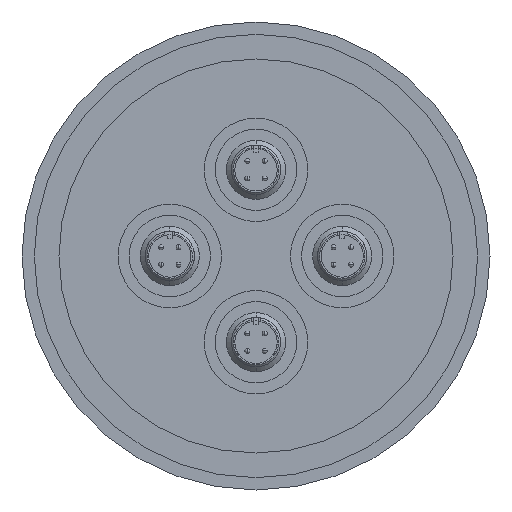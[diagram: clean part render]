
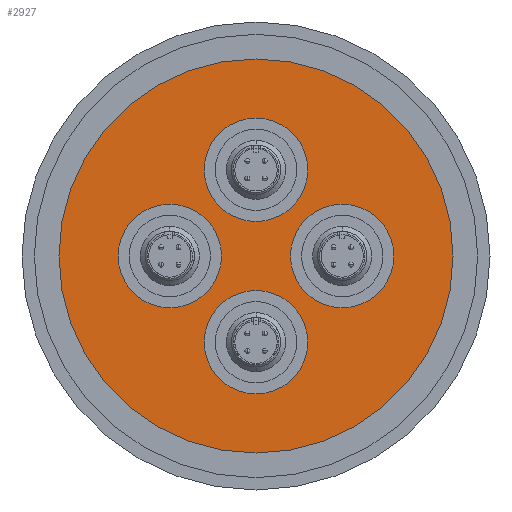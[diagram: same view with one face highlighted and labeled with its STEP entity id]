
A CAD part, front view. The second image highlights one B-rep face of the part: STEP entity #2927.
In plain terms, the highlighted planar face has unit normal (0, -1, 0).
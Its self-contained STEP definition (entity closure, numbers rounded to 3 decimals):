
#55 = VERTEX_POINT ( 'NONE', #2221 ) ;
#57 = EDGE_CURVE ( 'NONE', #3228, #2383, #1964, .T. ) ;
#69 = EDGE_CURVE ( 'NONE', #832, #55, #3625, .T. ) ;
#86 = FACE_OUTER_BOUND ( 'NONE', #3404, .T. ) ;
#102 = EDGE_CURVE ( 'NONE', #3569, #650, #3339, .T. ) ;
#125 = ORIENTED_EDGE ( 'NONE', *, *, #2334, .F. ) ;
#146 = ORIENTED_EDGE ( 'NONE', *, *, #1397, .T. ) ;
#165 = DIRECTION ( 'NONE',  ( 0., -1., 0. ) ) ;
#178 = DIRECTION ( 'NONE',  ( 0., -1., 0. ) ) ;
#180 = VERTEX_POINT ( 'NONE', #815 ) ;
#191 = CARTESIAN_POINT ( 'NONE',  ( 17.5, -12., 0. ) ) ;
#197 = CARTESIAN_POINT ( 'NONE',  ( 0., -12., -17.5 ) ) ;
#209 = DIRECTION ( 'NONE',  ( 0., 0., -1. ) ) ;
#288 = VERTEX_POINT ( 'NONE', #2346 ) ;
#324 = AXIS2_PLACEMENT_3D ( 'NONE', #1263, #3336, #1574 ) ;
#363 = CIRCLE ( 'NONE', #3472, 10.5 ) ;
#456 = CARTESIAN_POINT ( 'NONE',  ( 17.5, -12., 0. ) ) ;
#476 = DIRECTION ( 'NONE',  ( 0., 0., -1. ) ) ;
#481 = DIRECTION ( 'NONE',  ( 0., 0., -1. ) ) ;
#545 = CARTESIAN_POINT ( 'NONE',  ( -17.5, -12., -10.5 ) ) ;
#603 = CIRCLE ( 'NONE', #3402, 10.5 ) ;
#607 = ORIENTED_EDGE ( 'NONE', *, *, #3785, .F. ) ;
#639 = ORIENTED_EDGE ( 'NONE', *, *, #69, .F. ) ;
#650 = VERTEX_POINT ( 'NONE', #1660 ) ;
#704 = EDGE_CURVE ( 'NONE', #650, #3569, #603, .T. ) ;
#732 = CIRCLE ( 'NONE', #324, 10.5 ) ;
#748 = DIRECTION ( 'NONE',  ( 0., 0., -1. ) ) ;
#815 = CARTESIAN_POINT ( 'NONE',  ( 0., -12., 28. ) ) ;
#816 = VERTEX_POINT ( 'NONE', #2020 ) ;
#832 = VERTEX_POINT ( 'NONE', #545 ) ;
#866 = CARTESIAN_POINT ( 'NONE',  ( 0., -12., 40. ) ) ;
#868 = FACE_BOUND ( 'NONE', #1858, .T. ) ;
#959 = DIRECTION ( 'NONE',  ( 0., 0., -1. ) ) ;
#976 = CARTESIAN_POINT ( 'NONE',  ( 0., -12., 17.5 ) ) ;
#1020 = DIRECTION ( 'NONE',  ( 0., -1., 0. ) ) ;
#1213 = AXIS2_PLACEMENT_3D ( 'NONE', #2786, #1020, #3090 ) ;
#1251 = AXIS2_PLACEMENT_3D ( 'NONE', #191, #2252, #476 ) ;
#1263 = CARTESIAN_POINT ( 'NONE',  ( -17.5, -12., 0. ) ) ;
#1270 = DIRECTION ( 'NONE',  ( 0., 0., -1. ) ) ;
#1397 = EDGE_CURVE ( 'NONE', #2383, #3228, #2209, .T. ) ;
#1420 = CARTESIAN_POINT ( 'NONE',  ( 0., -12., 0. ) ) ;
#1574 = DIRECTION ( 'NONE',  ( 0., 0., -1. ) ) ;
#1641 = CARTESIAN_POINT ( 'NONE',  ( 0., -12., 0. ) ) ;
#1660 = CARTESIAN_POINT ( 'NONE',  ( 0., -12., -28. ) ) ;
#1666 = FACE_BOUND ( 'NONE', #2298, .T. ) ;
#1732 = DIRECTION ( 'NONE',  ( 0., 0., -1. ) ) ;
#1788 = EDGE_CURVE ( 'NONE', #2887, #816, #1882, .T. ) ;
#1846 = FACE_BOUND ( 'NONE', #3700, .T. ) ;
#1858 = EDGE_LOOP ( 'NONE', ( #639, #3544 ) ) ;
#1882 = CIRCLE ( 'NONE', #1251, 10.5 ) ;
#1932 = DIRECTION ( 'NONE',  ( 0., 0., -1. ) ) ;
#1939 = CARTESIAN_POINT ( 'NONE',  ( 0., -12., 17.5 ) ) ;
#1950 = CARTESIAN_POINT ( 'NONE',  ( -17.5, -12., 0. ) ) ;
#1964 = CIRCLE ( 'NONE', #2246, 40. ) ;
#1980 = DIRECTION ( 'NONE',  ( 0., -1., 0. ) ) ;
#2020 = CARTESIAN_POINT ( 'NONE',  ( 17.5, -12., 10.5 ) ) ;
#2180 = EDGE_CURVE ( 'NONE', #55, #832, #732, .T. ) ;
#2209 = CIRCLE ( 'NONE', #2396, 40. ) ;
#2221 = CARTESIAN_POINT ( 'NONE',  ( -17.5, -12., 10.5 ) ) ;
#2241 = DIRECTION ( 'NONE',  ( 0., 0., -1. ) ) ;
#2246 = AXIS2_PLACEMENT_3D ( 'NONE', #1641, #3705, #1932 ) ;
#2252 = DIRECTION ( 'NONE',  ( 0., -1., 0. ) ) ;
#2258 = DIRECTION ( 'NONE',  ( 0., -1., 0. ) ) ;
#2298 = EDGE_LOOP ( 'NONE', ( #3442, #2608 ) ) ;
#2334 = EDGE_CURVE ( 'NONE', #180, #288, #2724, .T. ) ;
#2346 = CARTESIAN_POINT ( 'NONE',  ( 0., -12., 7. ) ) ;
#2383 = VERTEX_POINT ( 'NONE', #2808 ) ;
#2396 = AXIS2_PLACEMENT_3D ( 'NONE', #1420, #3486, #1732 ) ;
#2432 = AXIS2_PLACEMENT_3D ( 'NONE', #1950, #178, #2241 ) ;
#2436 = CIRCLE ( 'NONE', #2977, 10.5 ) ;
#2480 = CARTESIAN_POINT ( 'NONE',  ( 0., -12., -7. ) ) ;
#2513 = DIRECTION ( 'NONE',  ( 0., -1., 0. ) ) ;
#2594 = ORIENTED_EDGE ( 'NONE', *, *, #2837, .F. ) ;
#2608 = ORIENTED_EDGE ( 'NONE', *, *, #102, .F. ) ;
#2724 = CIRCLE ( 'NONE', #3292, 10.5 ) ;
#2765 = CARTESIAN_POINT ( 'NONE',  ( 17.5, -12., -10.5 ) ) ;
#2776 = PLANE ( 'NONE',  #1213 ) ;
#2786 = CARTESIAN_POINT ( 'NONE',  ( 0., -12., -40. ) ) ;
#2808 = CARTESIAN_POINT ( 'NONE',  ( 0., -12., -40. ) ) ;
#2837 = EDGE_CURVE ( 'NONE', #288, #180, #363, .T. ) ;
#2887 = VERTEX_POINT ( 'NONE', #2765 ) ;
#2927 = ADVANCED_FACE ( 'NONE', ( #868, #1846, #3230, #1666, #86 ), #2776, .T. ) ;
#2938 = ORIENTED_EDGE ( 'NONE', *, *, #57, .T. ) ;
#2977 = AXIS2_PLACEMENT_3D ( 'NONE', #456, #2513, #748 ) ;
#3053 = DIRECTION ( 'NONE',  ( 0., -1., 0. ) ) ;
#3090 = DIRECTION ( 'NONE',  ( 0., 0., -1. ) ) ;
#3228 = VERTEX_POINT ( 'NONE', #866 ) ;
#3230 = FACE_BOUND ( 'NONE', #3769, .T. ) ;
#3239 = AXIS2_PLACEMENT_3D ( 'NONE', #197, #2258, #481 ) ;
#3292 = AXIS2_PLACEMENT_3D ( 'NONE', #1939, #165, #959 ) ;
#3336 = DIRECTION ( 'NONE',  ( 0., -1., 0. ) ) ;
#3339 = CIRCLE ( 'NONE', #3239, 10.5 ) ;
#3402 = AXIS2_PLACEMENT_3D ( 'NONE', #3753, #1980, #209 ) ;
#3404 = EDGE_LOOP ( 'NONE', ( #146, #2938 ) ) ;
#3442 = ORIENTED_EDGE ( 'NONE', *, *, #704, .F. ) ;
#3472 = AXIS2_PLACEMENT_3D ( 'NONE', #976, #3053, #1270 ) ;
#3486 = DIRECTION ( 'NONE',  ( 0., -1., 0. ) ) ;
#3544 = ORIENTED_EDGE ( 'NONE', *, *, #2180, .F. ) ;
#3569 = VERTEX_POINT ( 'NONE', #2480 ) ;
#3625 = CIRCLE ( 'NONE', #2432, 10.5 ) ;
#3700 = EDGE_LOOP ( 'NONE', ( #2594, #125 ) ) ;
#3705 = DIRECTION ( 'NONE',  ( 0., -1., 0. ) ) ;
#3753 = CARTESIAN_POINT ( 'NONE',  ( 0., -12., -17.5 ) ) ;
#3769 = EDGE_LOOP ( 'NONE', ( #3820, #607 ) ) ;
#3785 = EDGE_CURVE ( 'NONE', #816, #2887, #2436, .T. ) ;
#3820 = ORIENTED_EDGE ( 'NONE', *, *, #1788, .F. ) ;
